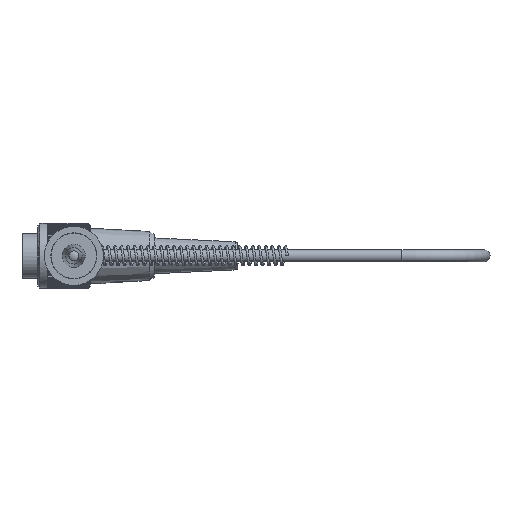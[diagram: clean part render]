
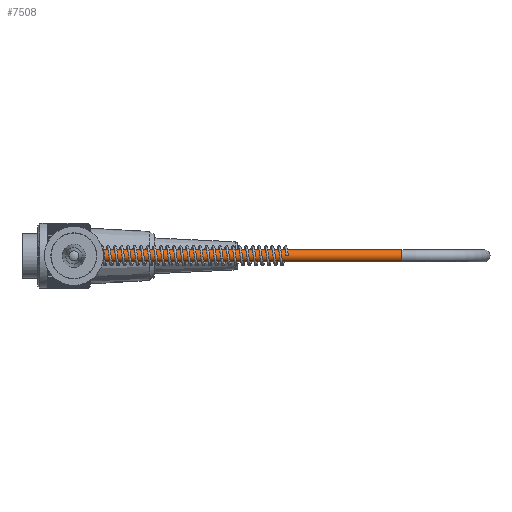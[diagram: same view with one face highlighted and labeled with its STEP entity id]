
A CAD part, left-side view. The second image highlights one B-rep face of the part: STEP entity #7508.
In plain terms, the highlighted cylindrical face has radius 1.85 mm (diameter 3.7 mm), a full revolution.
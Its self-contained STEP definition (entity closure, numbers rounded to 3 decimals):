
#438=FACE_BOUND('',#1659,.T.);
#798=CIRCLE('',#8274,1.85);
#799=CIRCLE('',#8276,1.85);
#1197=FACE_OUTER_BOUND('',#1658,.T.);
#1658=EDGE_LOOP('',(#6639));
#1659=EDGE_LOOP('',(#6640));
#3630=VERTEX_POINT('',#17242);
#3631=VERTEX_POINT('',#17245);
#4639=EDGE_CURVE('',#3630,#3630,#798,.T.);
#4640=EDGE_CURVE('',#3631,#3631,#799,.T.);
#6639=ORIENTED_EDGE('',*,*,#4639,.F.);
#6640=ORIENTED_EDGE('',*,*,#4640,.T.);
#6710=CYLINDRICAL_SURFACE('',#8275,1.85);
#7508=ADVANCED_FACE('',(#1197,#438),#6710,.T.);
#8274=AXIS2_PLACEMENT_3D('',#17243,#10374,#10375);
#8275=AXIS2_PLACEMENT_3D('',#17244,#10376,#10377);
#8276=AXIS2_PLACEMENT_3D('',#17246,#10378,#10379);
#10374=DIRECTION('center_axis',(0.,-1.,0.));
#10375=DIRECTION('ref_axis',(0.,0.,
1.));
#10376=DIRECTION('center_axis',(0.,-1.,0.));
#10377=DIRECTION('ref_axis',(0.,0.,
1.));
#10378=DIRECTION('center_axis',(0.,-1.,0.));
#10379=DIRECTION('ref_axis',(0.,0.,
1.));
#17242=CARTESIAN_POINT('',(35.3,-100.,-1.85));
#17243=CARTESIAN_POINT('Origin',(35.3,-100.,0.));
#17244=CARTESIAN_POINT('Origin',(35.3,-3.,0.));
#17245=CARTESIAN_POINT('',(35.3,-3.,-1.85));
#17246=CARTESIAN_POINT('Origin',(35.3,-3.,0.));
